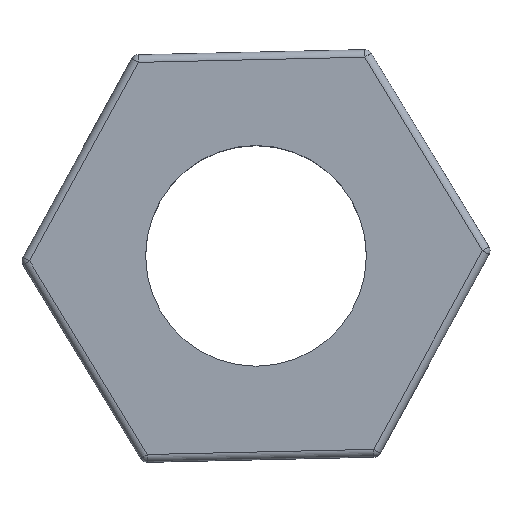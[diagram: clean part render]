
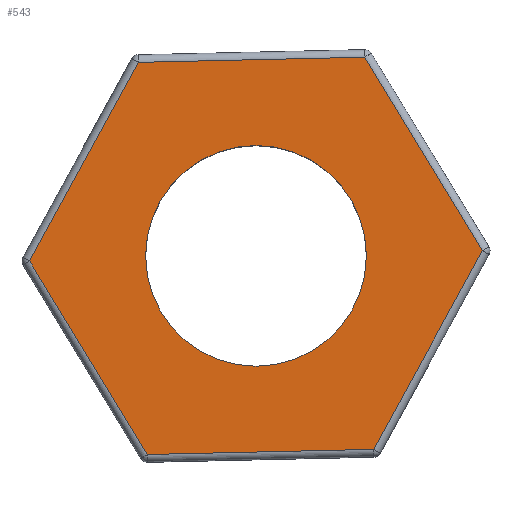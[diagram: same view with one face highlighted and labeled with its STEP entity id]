
A CAD part, top view. The second image highlights one B-rep face of the part: STEP entity #543.
In plain terms, the highlighted planar face has unit normal (0, 0, 1).
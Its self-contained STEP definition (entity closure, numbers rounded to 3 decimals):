
#15=FACE_BOUND('',#190,.T.);
#19=PLANE('',#638);
#33=LINE('',#903,#70);
#41=LINE('',#943,#78);
#45=LINE('',#956,#82);
#47=LINE('',#959,#84);
#49=LINE('',#962,#86);
#55=LINE('',#971,#92);
#70=VECTOR('',#723,10.);
#78=VECTOR('',#771,10.);
#82=VECTOR('',#787,10.);
#84=VECTOR('',#791,10.);
#86=VECTOR('',#795,10.);
#92=VECTOR('',#807,10.);
#150=FACE_OUTER_BOUND('',#189,.T.);
#189=EDGE_LOOP('',(#465,#466,#467,#468,#469,#470));
#190=EDGE_LOOP('',(#471));
#234=CIRCLE('',#639,1.45);
#243=VERTEX_POINT('',#857);
#252=VERTEX_POINT('',#884);
#255=VERTEX_POINT('',#894);
#264=VERTEX_POINT('',#924);
#267=VERTEX_POINT('',#934);
#270=VERTEX_POINT('',#947);
#272=VERTEX_POINT('',#982);
#303=EDGE_CURVE('',#243,#255,#33,.T.);
#323=EDGE_CURVE('',#255,#267,#41,.T.);
#330=EDGE_CURVE('',#267,#270,#45,.T.);
#332=EDGE_CURVE('',#270,#264,#47,.T.);
#334=EDGE_CURVE('',#264,#252,#49,.T.);
#340=EDGE_CURVE('',#252,#243,#55,.T.);
#346=EDGE_CURVE('',#272,#272,#234,.T.);
#465=ORIENTED_EDGE('',*,*,#303,.F.);
#466=ORIENTED_EDGE('',*,*,#340,.F.);
#467=ORIENTED_EDGE('',*,*,#334,.F.);
#468=ORIENTED_EDGE('',*,*,#332,.F.);
#469=ORIENTED_EDGE('',*,*,#330,.F.);
#470=ORIENTED_EDGE('',*,*,#323,.F.);
#471=ORIENTED_EDGE('',*,*,#346,.T.);
#543=ADVANCED_FACE('',(#150,#15),#19,.T.);
#638=AXIS2_PLACEMENT_3D('',#981,#821,#822);
#639=AXIS2_PLACEMENT_3D('',#983,#823,#824);
#723=DIRECTION('',(-0.52,0.854,0.));
#771=DIRECTION('',(0.48,0.877,0.));
#787=DIRECTION('',(1.,0.023,0.));
#791=DIRECTION('',(0.52,-0.854,0.));
#795=DIRECTION('',(-0.48,-0.877,0.));
#807=DIRECTION('',(-1.,-0.023,0.));
#821=DIRECTION('center_axis',(0.,0.,1.));
#822=DIRECTION('ref_axis',(1.,0.,0.));
#823=DIRECTION('center_axis',(0.,0.,-1.));
#824=DIRECTION('ref_axis',(-1.,0.,0.));
#857=CARTESIAN_POINT('',(-1.429,-2.61,2.2));
#884=CARTESIAN_POINT('',(1.546,-2.542,2.2));
#894=CARTESIAN_POINT('',(-2.975,-0.067,2.2));
#903=CARTESIAN_POINT('',(-2.603,-0.678,2.2));
#924=CARTESIAN_POINT('',(2.975,0.067,2.2));
#934=CARTESIAN_POINT('',(-1.546,2.542,2.2));
#943=CARTESIAN_POINT('',(-1.889,1.915,2.2));
#947=CARTESIAN_POINT('',(1.429,2.61,2.2));
#956=CARTESIAN_POINT('',(0.714,2.594,2.2));
#959=CARTESIAN_POINT('',(2.603,0.678,2.2));
#962=CARTESIAN_POINT('',(1.889,-1.915,2.2));
#971=CARTESIAN_POINT('',(-0.714,-2.594,2.2));
#981=CARTESIAN_POINT('Origin',(0.,0.,2.2));
#982=CARTESIAN_POINT('',(1.45,0.,2.2));
#983=CARTESIAN_POINT('Origin',(0.,0.,2.2));
